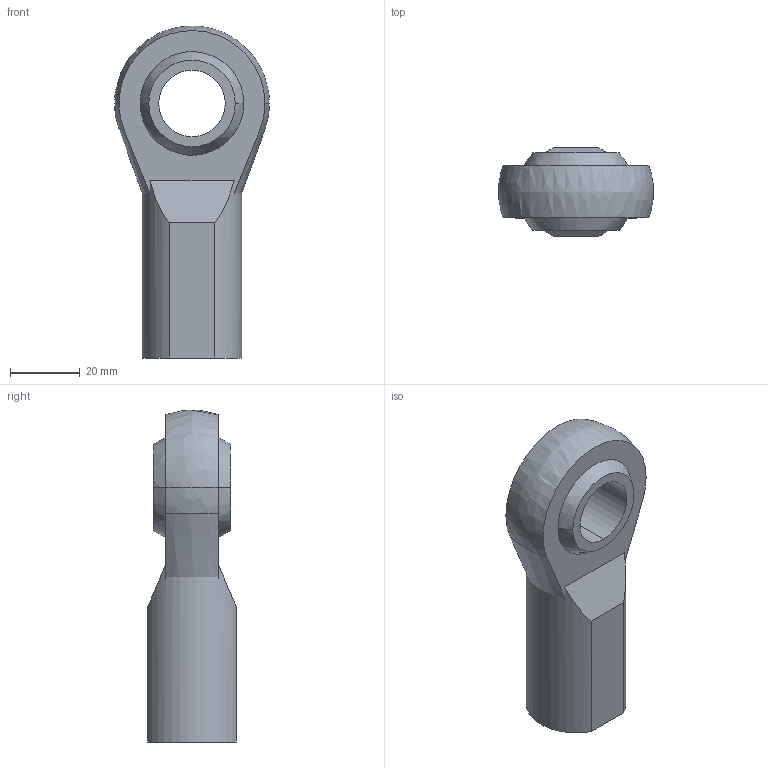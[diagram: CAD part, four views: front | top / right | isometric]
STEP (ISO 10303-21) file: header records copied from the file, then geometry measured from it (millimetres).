
FILE_DESCRIPTION (( 'STEP AP214' ), '1' );
FILE_NAME ('A-KBRI-12.step', '2017-11-29T20:19:18', ( '' ), ( '' ), 'SwSTEP 2.0', 'SolidWorks 2017', '' );
FILE_SCHEMA (( 'AUTOMOTIVE_DESIGN' ));
Length unit declared in the file: inch
Products named in the file (1): A-KBRI-12
Bounding box: 44.45 x 25.4 x 95.24 mm (x, y, z)
Volume: 46377.7 mm3; surface area: 17196.7 mm2
Topology: 3 solids, 3 shells, 30 faces, 82 edges, 49 vertices
Faces by surface type: plane 11, bspline 7, cylinder 7, cone 5
Entity records: 1743 total; most frequent: CARTESIAN_POINT 609, ORIENTED_EDGE 144, DIRECTION 136, EDGE_CURVE 72, AXIS2_PLACEMENT_3D 58, VERTEX_POINT 49, UNCERTAINTY_MEASURE_WITH_UNIT 35, LENGTH_MEASURE_WITH_UNIT 35
